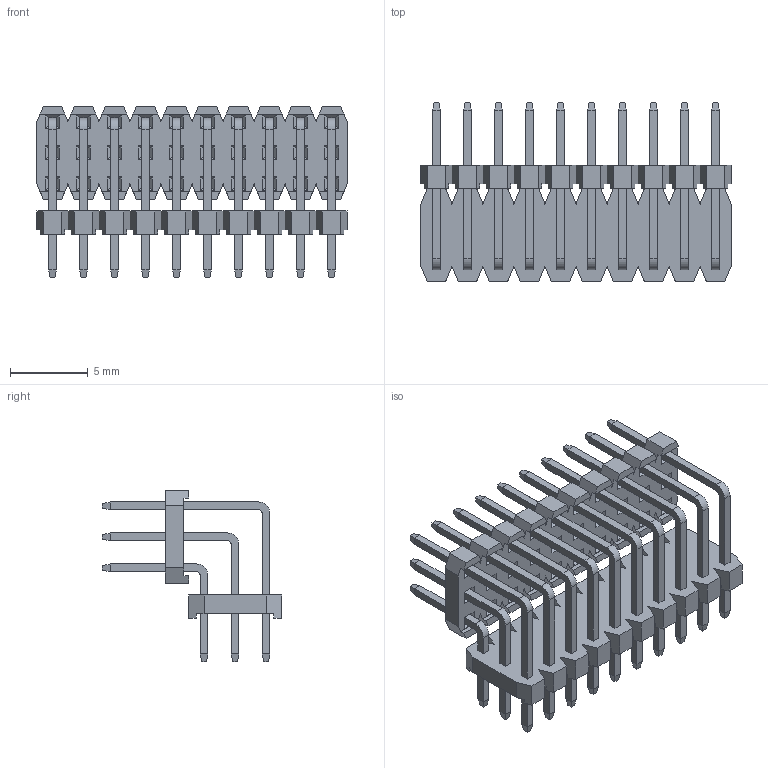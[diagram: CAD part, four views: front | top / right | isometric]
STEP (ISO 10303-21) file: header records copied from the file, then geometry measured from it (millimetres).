
FILE_DESCRIPTION( ('This file contains a STEP AP42 implementation' ,'as created by ZW3D STEP Interface translator.') ,'2;1' );
FILE_NAME( '1215-23XXXXRXXXXXXX(笢潔俔)(肮砃).stp' ,'23 323. 83028', (''), ('ZWCAD Software Co.'), 'Version 1.0', 'ZW3D to STEP translator', '' );
FILE_SCHEMA(('AUTOMOTIVE_DESIGN { 1 0 10303 214 1 1 1 1 }'));
Length unit declared in the file: millimetre
Products named in the file (3): 0; 1215-2320XXR124XXXX(笢潔俔)(肮砃); 1215-23XXXXRXXXXX_ASM_1_ASM_1
Assembly tree (1 placements, depth 2):
  0
  1215-2320XXR124XXXX(笢潔俔)(肮砃)
    1215-23XXXXRXXXXX_ASM_1_ASM_1
Bounding box: 20 x 11.55 x 11.05 mm (x, y, z)
Volume: 375.6 mm3; surface area: 1753.7 mm2
Topology: 32 solids, 32 shells, 1228 faces, 3012 edges, 1848 vertices
Faces by surface type: plane 1168, cylinder 60
Entity records: 36327 total; most frequent: CARTESIAN_POINT 6092, ORIENTED_EDGE 6024, DIRECTION 5596, EDGE_CURVE 3012, VECTOR 2892, LINE 2892, VERTEX_POINT 1848, AXIS2_PLACEMENT_3D 1352
